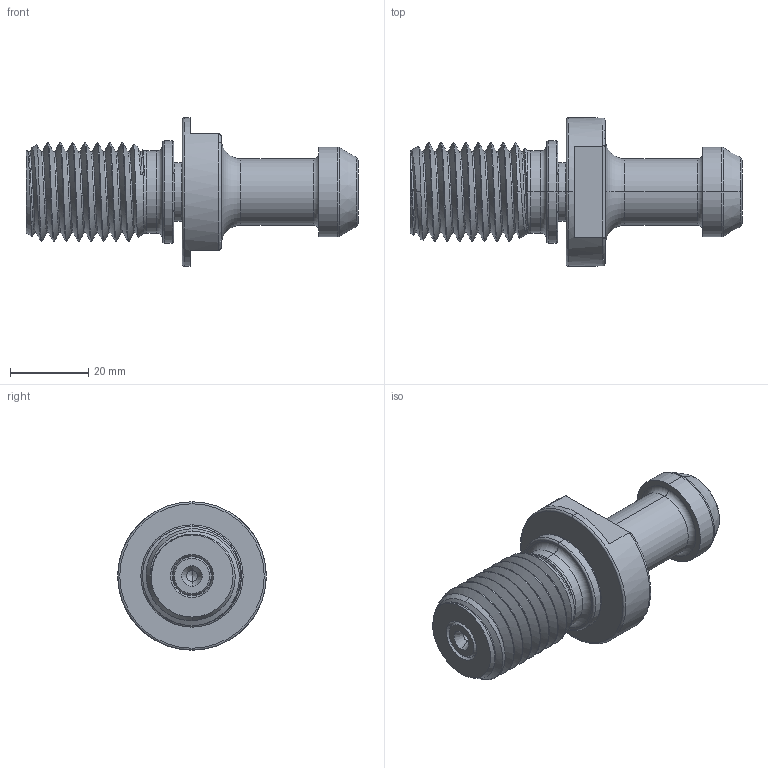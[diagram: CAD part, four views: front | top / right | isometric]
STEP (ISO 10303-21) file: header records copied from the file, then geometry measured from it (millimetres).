
FILE_DESCRIPTION (( 'STEP AP214' ), '1' );
FILE_NAME ('5001TRKC-MF.STEP', '2022-03-17T07:52:18', ( '' ), ( '' ), 'SwSTEP 2.0', 'SolidWorks 2021', '' );
FILE_SCHEMA (( 'AUTOMOTIVE_DESIGN' ));
Length unit declared in the file: millimetre
Products named in the file (1): 5001TRKC-MF
Bounding box: 85 x 38 x 38 mm (x, y, z)
Volume: 34730.9 mm3; surface area: 11249.6 mm2
Topology: 1 solids, 1 shells, 99 faces, 235 edges, 142 vertices
Faces by surface type: cylinder 32, torus 26, cone 22, plane 16, bspline 3
Entity records: 6773 total; most frequent: CARTESIAN_POINT 3642, DIRECTION 465, ORIENTED_EDGE 462, EDGE_CURVE 231, AXIS2_PLACEMENT_3D 201, VERTEX_POINT 142, EDGE_LOOP 107, CIRCLE 104
